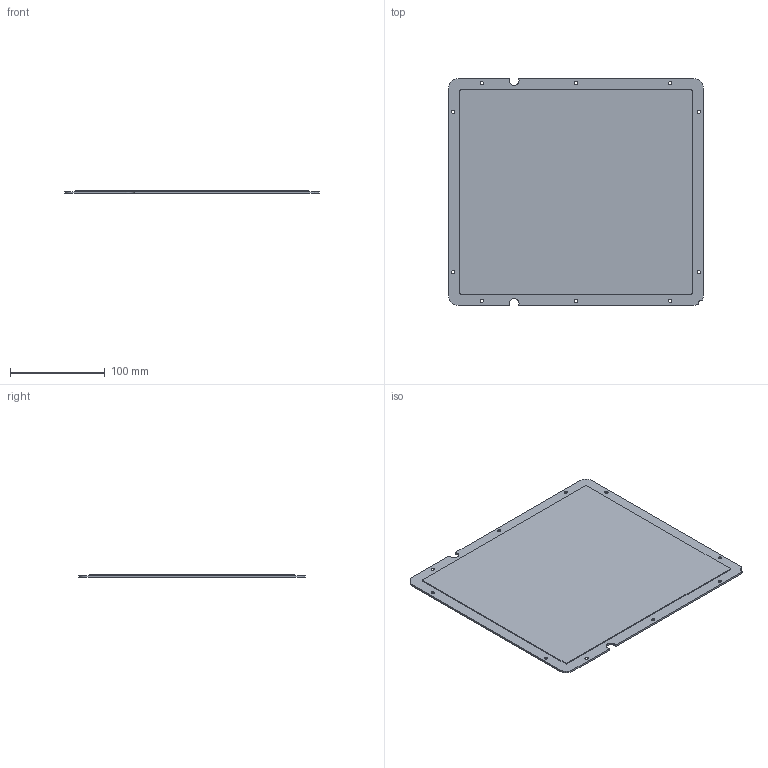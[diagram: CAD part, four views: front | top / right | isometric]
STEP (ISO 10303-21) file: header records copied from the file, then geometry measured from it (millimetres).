
FILE_DESCRIPTION (( 'STEP AP203' ), '1' );
FILE_NAME ('Side_Cover.STEP', '2023-04-26T11:42:50', ( '' ), ( '' ), 'SwSTEP 2.0', 'SolidWorks 2018', '' );
FILE_SCHEMA (( 'CONFIG_CONTROL_DESIGN' ));
Length unit declared in the file: millimetre
Products named in the file (1): Side_Cover
Bounding box: 268.8 x 239.3 x 3 mm (x, y, z)
Volume: 180657.9 mm3; surface area: 131133.7 mm2
Topology: 1 solids, 1 shells, 79 faces, 208 edges, 132 vertices
Faces by surface type: cylinder 46, cone 20, plane 13
Entity records: 2591 total; most frequent: DIRECTION 480, CARTESIAN_POINT 420, ORIENTED_EDGE 416, EDGE_CURVE 208, AXIS2_PLACEMENT_3D 192, VERTEX_POINT 132, CIRCLE 112, EDGE_LOOP 100
